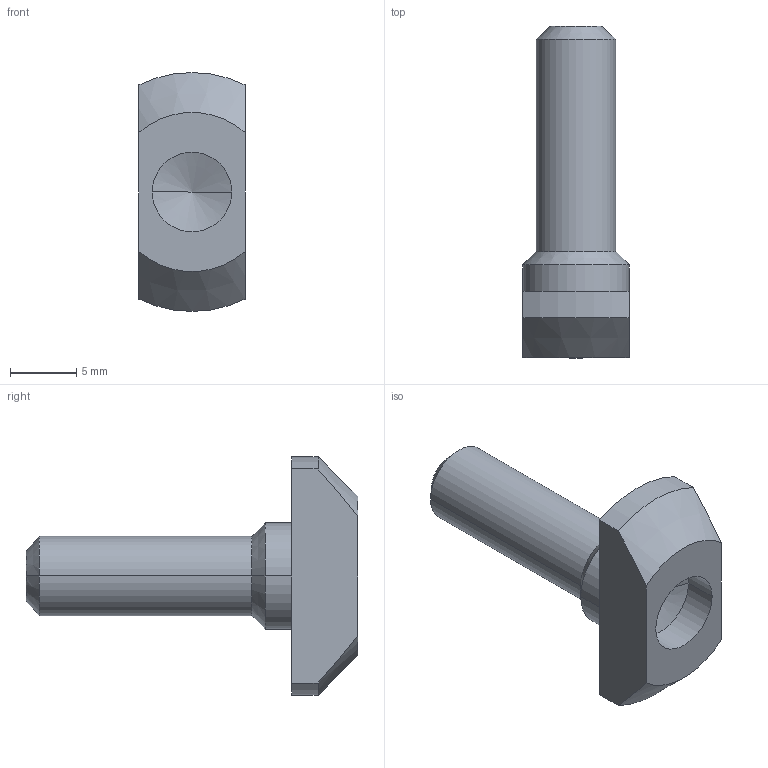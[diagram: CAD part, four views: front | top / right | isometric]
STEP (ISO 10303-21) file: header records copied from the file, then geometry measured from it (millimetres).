
FILE_DESCRIPTION (( 'STEP AP214' ), '1' );
FILE_NAME ('1.34.EM62.STEP', '2024-10-04T16:48:11', ( '' ), ( '' ), 'SwSTEP 2.0', 'SolidWorks 2024', '' );
FILE_SCHEMA (( 'AUTOMOTIVE_DESIGN' ));
Length unit declared in the file: millimetre
Products named in the file (1): 1.34.EM62
Bounding box: 8 x 25 x 18 mm (x, y, z)
Volume: 1150.7 mm3; surface area: 888.2 mm2
Topology: 1 solids, 1 shells, 22 faces, 48 edges, 27 vertices
Faces by surface type: cone 8, cylinder 8, plane 6
Entity records: 617 total; most frequent: CARTESIAN_POINT 116, DIRECTION 108, ORIENTED_EDGE 92, EDGE_CURVE 46, AXIS2_PLACEMENT_3D 43, VERTEX_POINT 27, EDGE_LOOP 23, VECTOR 22
